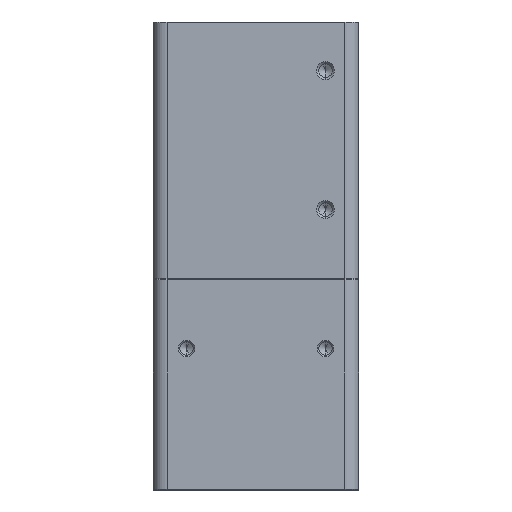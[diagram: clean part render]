
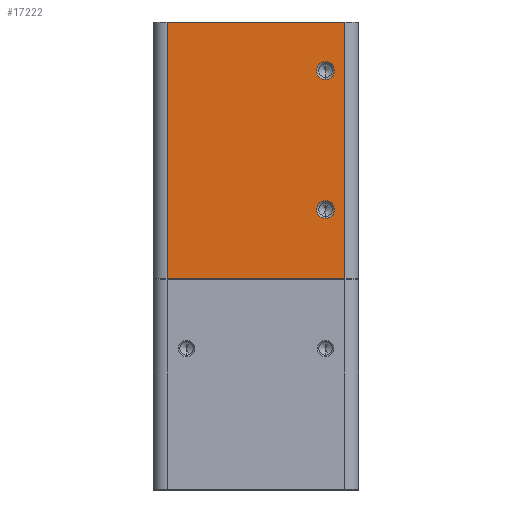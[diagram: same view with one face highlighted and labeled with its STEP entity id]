
A CAD part, front view. The second image highlights one B-rep face of the part: STEP entity #17222.
In plain terms, the highlighted planar face has unit normal (0, -1, 0).
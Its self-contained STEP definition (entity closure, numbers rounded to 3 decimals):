
#580 = CARTESIAN_POINT ( 'NONE',  ( 25.4, -37.5, -66.6 ) ) ;
#944 = EDGE_CURVE ( 'NONE', #13469, #16843, #26602, .T. ) ;
#1752 = DIRECTION ( 'NONE',  ( 0., -1., 0. ) ) ;
#1799 = DIRECTION ( 'NONE',  ( 0., -1., 0. ) ) ;
#2071 = VERTEX_POINT ( 'NONE', #28048 ) ;
#2301 = CIRCLE ( 'NONE', #2763, 3.25 ) ;
#2513 = CARTESIAN_POINT ( 'NONE',  ( -37.5, -37.5, 1.8 ) ) ;
#2763 = AXIS2_PLACEMENT_3D ( 'NONE', #19095, #1752, #16940 ) ;
#3024 = EDGE_LOOP ( 'NONE', ( #8682, #8254, #11945, #14090 ) ) ;
#4241 = VERTEX_POINT ( 'NONE', #13800 ) ;
#4348 = CARTESIAN_POINT ( 'NONE',  ( 25.4, -37.5, -15.8 ) ) ;
#4498 = VECTOR ( 'NONE', #11577, 1000. ) ;
#4738 = AXIS2_PLACEMENT_3D ( 'NONE', #21110, #24948, #25080 ) ;
#4946 = VECTOR ( 'NONE', #21318, 1000. ) ;
#5119 = DIRECTION ( 'NONE',  ( 0., 0., -1. ) ) ;
#5173 = VERTEX_POINT ( 'NONE', #10154 ) ;
#5356 = PLANE ( 'NONE',  #8402 ) ;
#7041 = ORIENTED_EDGE ( 'NONE', *, *, #21400, .F. ) ;
#7052 = VERTEX_POINT ( 'NONE', #17591 ) ;
#7197 = DIRECTION ( 'NONE',  ( 0., 0., -1. ) ) ;
#7471 = FACE_OUTER_BOUND ( 'NONE', #3024, .T. ) ;
#7610 = DIRECTION ( 'NONE',  ( 0., -1., 0. ) ) ;
#7802 = CARTESIAN_POINT ( 'NONE',  ( 32.5, -37.5, -91.8 ) ) ;
#8254 = ORIENTED_EDGE ( 'NONE', *, *, #19484, .T. ) ;
#8402 = AXIS2_PLACEMENT_3D ( 'NONE', #20569, #7610, #7197 ) ;
#8682 = ORIENTED_EDGE ( 'NONE', *, *, #13427, .T. ) ;
#8864 = EDGE_CURVE ( 'NONE', #5173, #4241, #2301, .T. ) ;
#9174 = VERTEX_POINT ( 'NONE', #7802 ) ;
#10116 = CARTESIAN_POINT ( 'NONE',  ( -32.5, -37.5, 1.8 ) ) ;
#10154 = CARTESIAN_POINT ( 'NONE',  ( 25.4, -37.5, -19.05 ) ) ;
#10924 = ORIENTED_EDGE ( 'NONE', *, *, #14433, .F. ) ;
#10966 = CARTESIAN_POINT ( 'NONE',  ( -32.5, -37.5, -91.8 ) ) ;
#11046 = CIRCLE ( 'NONE', #4738, 3.25 ) ;
#11577 = DIRECTION ( 'NONE',  ( -1., 0., 0. ) ) ;
#11945 = ORIENTED_EDGE ( 'NONE', *, *, #944, .T. ) ;
#12894 = LINE ( 'NONE', #21588, #4946 ) ;
#13062 = CARTESIAN_POINT ( 'NONE',  ( -32.5, -37.5, -89. ) ) ;
#13145 = ORIENTED_EDGE ( 'NONE', *, *, #8864, .F. ) ;
#13427 = EDGE_CURVE ( 'NONE', #9174, #2071, #28110, .T. ) ;
#13469 = VERTEX_POINT ( 'NONE', #10116 ) ;
#13630 = CARTESIAN_POINT ( 'NONE',  ( 25.4, -37.5, -63.35 ) ) ;
#13800 = CARTESIAN_POINT ( 'NONE',  ( 25.4, -37.5, -12.55 ) ) ;
#13877 = FACE_BOUND ( 'NONE', #19598, .T. ) ;
#14090 = ORIENTED_EDGE ( 'NONE', *, *, #19233, .T. ) ;
#14433 = EDGE_CURVE ( 'NONE', #7052, #25554, #11046, .T. ) ;
#14468 = ORIENTED_EDGE ( 'NONE', *, *, #18168, .F. ) ;
#15141 = CARTESIAN_POINT ( 'NONE',  ( 32.5, -37.5, -89. ) ) ;
#16843 = VERTEX_POINT ( 'NONE', #10966 ) ;
#16940 = DIRECTION ( 'NONE',  ( 0., 0., -1. ) ) ;
#17096 = AXIS2_PLACEMENT_3D ( 'NONE', #580, #18062, #5119 ) ;
#17222 = ADVANCED_FACE ( 'NONE', ( #22849, #13877, #7471 ), #5356, .T. ) ;
#17591 = CARTESIAN_POINT ( 'NONE',  ( 25.4, -37.5, -69.85 ) ) ;
#17661 = CIRCLE ( 'NONE', #25386, 3.25 ) ;
#18062 = DIRECTION ( 'NONE',  ( 0., -1., 0. ) ) ;
#18168 = EDGE_CURVE ( 'NONE', #25554, #7052, #27988, .T. ) ;
#19095 = CARTESIAN_POINT ( 'NONE',  ( 25.4, -37.5, -15.8 ) ) ;
#19189 = VECTOR ( 'NONE', #20054, 1000. ) ;
#19233 = EDGE_CURVE ( 'NONE', #16843, #9174, #12894, .T. ) ;
#19280 = DIRECTION ( 'NONE',  ( 0., 0., -1. ) ) ;
#19484 = EDGE_CURVE ( 'NONE', #2071, #13469, #26386, .T. ) ;
#19598 = EDGE_LOOP ( 'NONE', ( #13145, #7041 ) ) ;
#20054 = DIRECTION ( 'NONE',  ( 0., 0., -1. ) ) ;
#20569 = CARTESIAN_POINT ( 'NONE',  ( -37.5, -37.5, -89. ) ) ;
#21110 = CARTESIAN_POINT ( 'NONE',  ( 25.4, -37.5, -66.6 ) ) ;
#21318 = DIRECTION ( 'NONE',  ( 1., 0., 0. ) ) ;
#21400 = EDGE_CURVE ( 'NONE', #4241, #5173, #17661, .T. ) ;
#21588 = CARTESIAN_POINT ( 'NONE',  ( -37.5, -37.5, -91.8 ) ) ;
#22849 = FACE_BOUND ( 'NONE', #23815, .T. ) ;
#23764 = VECTOR ( 'NONE', #27981, 1000. ) ;
#23815 = EDGE_LOOP ( 'NONE', ( #10924, #14468 ) ) ;
#24948 = DIRECTION ( 'NONE',  ( 0., -1., 0. ) ) ;
#25080 = DIRECTION ( 'NONE',  ( 0., 0., -1. ) ) ;
#25386 = AXIS2_PLACEMENT_3D ( 'NONE', #4348, #1799, #19280 ) ;
#25554 = VERTEX_POINT ( 'NONE', #13630 ) ;
#26386 = LINE ( 'NONE', #2513, #4498 ) ;
#26602 = LINE ( 'NONE', #13062, #19189 ) ;
#27981 = DIRECTION ( 'NONE',  ( 0., 0., 1. ) ) ;
#27988 = CIRCLE ( 'NONE', #17096, 3.25 ) ;
#28048 = CARTESIAN_POINT ( 'NONE',  ( 32.5, -37.5, 1.8 ) ) ;
#28110 = LINE ( 'NONE', #15141, #23764 ) ;
